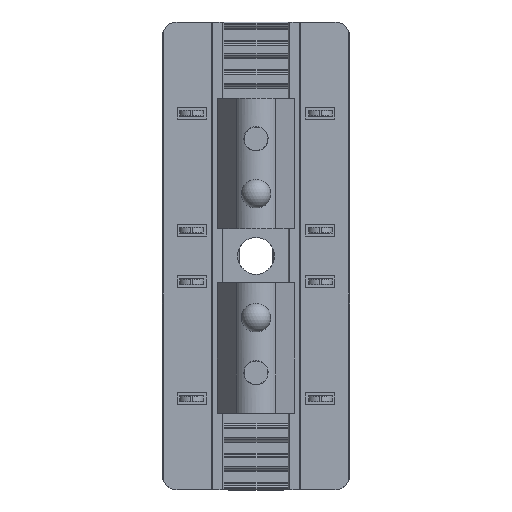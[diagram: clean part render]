
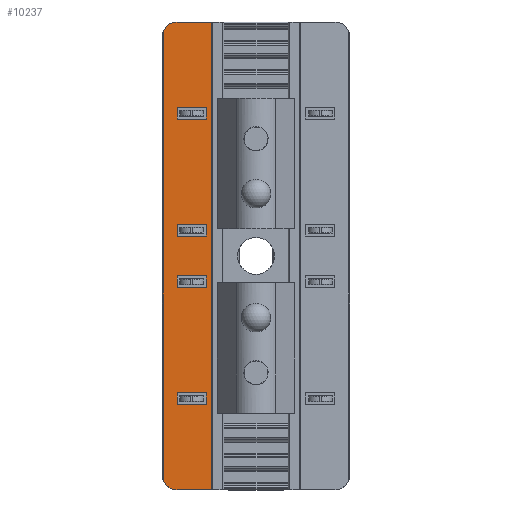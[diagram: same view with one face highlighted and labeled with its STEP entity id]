
A CAD part, top view. The second image highlights one B-rep face of the part: STEP entity #10237.
In plain terms, the highlighted planar face has unit normal (0, 0, 1).
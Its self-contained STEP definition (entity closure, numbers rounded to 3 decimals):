
#223=PLANE('',#10974);
#440=FACE_BOUND('',#3171,.T.);
#441=FACE_BOUND('',#3172,.T.);
#442=FACE_BOUND('',#3173,.T.);
#443=FACE_BOUND('',#3174,.T.);
#645=LINE('',#15465,#1499);
#648=LINE('',#15470,#1502);
#650=LINE('',#15474,#1504);
#652=LINE('',#15477,#1506);
#653=LINE('',#15481,#1507);
#656=LINE('',#15486,#1510);
#658=LINE('',#15490,#1512);
#660=LINE('',#15493,#1514);
#661=LINE('',#15497,#1515);
#664=LINE('',#15502,#1518);
#666=LINE('',#15506,#1520);
#668=LINE('',#15509,#1522);
#670=LINE('',#15514,#1524);
#672=LINE('',#15518,#1526);
#674=LINE('',#15522,#1528);
#676=LINE('',#15525,#1530);
#681=LINE('',#15549,#1535);
#734=LINE('',#15996,#1588);
#738=LINE('',#16010,#1592);
#739=LINE('',#16011,#1593);
#1499=VECTOR('',#12127,1000.);
#1502=VECTOR('',#12132,1000.);
#1504=VECTOR('',#12136,1000.);
#1506=VECTOR('',#12140,1000.);
#1507=VECTOR('',#12143,1000.);
#1510=VECTOR('',#12148,1000.);
#1512=VECTOR('',#12152,1000.);
#1514=VECTOR('',#12156,1000.);
#1515=VECTOR('',#12159,1000.);
#1518=VECTOR('',#12164,1000.);
#1520=VECTOR('',#12168,1000.);
#1522=VECTOR('',#12172,1000.);
#1524=VECTOR('',#12176,1000.);
#1526=VECTOR('',#12180,1000.);
#1528=VECTOR('',#12184,1000.);
#1530=VECTOR('',#12188,1000.);
#1535=VECTOR('',#12203,1000.);
#1588=VECTOR('',#12310,1000.);
#1592=VECTOR('',#12322,1000.);
#1593=VECTOR('',#12323,1000.);
#2587=FACE_OUTER_BOUND('',#3170,.T.);
#3170=EDGE_LOOP('',(#6964,#6965,#6966,#6967,#6968,#6969));
#3171=EDGE_LOOP('',(#6970,#6971,#6972,#6973));
#3172=EDGE_LOOP('',(#6974,#6975,#6976,#6977));
#3173=EDGE_LOOP('',(#6978,#6979,#6980,#6981));
#3174=EDGE_LOOP('',(#6982,#6983,#6984,#6985));
#3788=CIRCLE('',#10940,2.5);
#3811=CIRCLE('',#10972,2.5);
#4310=VERTEX_POINT('',#15463);
#4311=VERTEX_POINT('',#15464);
#4312=VERTEX_POINT('',#15469);
#4313=VERTEX_POINT('',#15473);
#4314=VERTEX_POINT('',#15479);
#4315=VERTEX_POINT('',#15480);
#4316=VERTEX_POINT('',#15485);
#4317=VERTEX_POINT('',#15489);
#4318=VERTEX_POINT('',#15495);
#4319=VERTEX_POINT('',#15496);
#4320=VERTEX_POINT('',#15501);
#4321=VERTEX_POINT('',#15505);
#4322=VERTEX_POINT('',#15511);
#4323=VERTEX_POINT('',#15513);
#4324=VERTEX_POINT('',#15517);
#4325=VERTEX_POINT('',#15521);
#4326=VERTEX_POINT('',#15527);
#4328=VERTEX_POINT('',#15535);
#4333=VERTEX_POINT('',#15548);
#4405=VERTEX_POINT('',#15993);
#4406=VERTEX_POINT('',#15995);
#4407=VERTEX_POINT('',#15999);
#5259=EDGE_CURVE('',#4310,#4311,#645,.T.);
#5262=EDGE_CURVE('',#4312,#4310,#648,.T.);
#5264=EDGE_CURVE('',#4313,#4312,#650,.T.);
#5266=EDGE_CURVE('',#4311,#4313,#652,.T.);
#5267=EDGE_CURVE('',#4314,#4315,#653,.T.);
#5270=EDGE_CURVE('',#4316,#4314,#656,.T.);
#5272=EDGE_CURVE('',#4317,#4316,#658,.T.);
#5274=EDGE_CURVE('',#4315,#4317,#660,.T.);
#5275=EDGE_CURVE('',#4318,#4319,#661,.T.);
#5278=EDGE_CURVE('',#4320,#4318,#664,.T.);
#5280=EDGE_CURVE('',#4321,#4320,#666,.T.);
#5282=EDGE_CURVE('',#4319,#4321,#668,.T.);
#5284=EDGE_CURVE('',#4323,#4322,#670,.T.);
#5286=EDGE_CURVE('',#4324,#4323,#672,.T.);
#5288=EDGE_CURVE('',#4325,#4324,#674,.T.);
#5290=EDGE_CURVE('',#4322,#4325,#676,.T.);
#5292=EDGE_CURVE('',#4326,#4328,#3788,.T.);
#5299=EDGE_CURVE('',#4333,#4328,#681,.T.);
#5382=EDGE_CURVE('',#4406,#4405,#734,.T.);
#5384=EDGE_CURVE('',#4406,#4407,#3811,.T.);
#5388=EDGE_CURVE('',#4407,#4326,#738,.T.);
#5389=EDGE_CURVE('',#4333,#4405,#739,.T.);
#6964=ORIENTED_EDGE('',*,*,#5292,.F.);
#6965=ORIENTED_EDGE('',*,*,#5388,.F.);
#6966=ORIENTED_EDGE('',*,*,#5384,.F.);
#6967=ORIENTED_EDGE('',*,*,#5382,.T.);
#6968=ORIENTED_EDGE('',*,*,#5389,.F.);
#6969=ORIENTED_EDGE('',*,*,#5299,.T.);
#6970=ORIENTED_EDGE('',*,*,#5262,.T.);
#6971=ORIENTED_EDGE('',*,*,#5259,.T.);
#6972=ORIENTED_EDGE('',*,*,#5266,.T.);
#6973=ORIENTED_EDGE('',*,*,#5264,.T.);
#6974=ORIENTED_EDGE('',*,*,#5270,.T.);
#6975=ORIENTED_EDGE('',*,*,#5267,.T.);
#6976=ORIENTED_EDGE('',*,*,#5274,.T.);
#6977=ORIENTED_EDGE('',*,*,#5272,.T.);
#6978=ORIENTED_EDGE('',*,*,#5278,.T.);
#6979=ORIENTED_EDGE('',*,*,#5275,.T.);
#6980=ORIENTED_EDGE('',*,*,#5282,.T.);
#6981=ORIENTED_EDGE('',*,*,#5280,.T.);
#6982=ORIENTED_EDGE('',*,*,#5286,.T.);
#6983=ORIENTED_EDGE('',*,*,#5284,.T.);
#6984=ORIENTED_EDGE('',*,*,#5290,.T.);
#6985=ORIENTED_EDGE('',*,*,#5288,.T.);
#10237=ADVANCED_FACE('',(#2587,#440,#441,#442,#443),#223,.F.);
#10940=AXIS2_PLACEMENT_3D('',#15536,#12191,#12192);
#10972=AXIS2_PLACEMENT_3D('',#16000,#12314,#12315);
#10974=AXIS2_PLACEMENT_3D('',#16009,#12320,#12321);
#12127=DIRECTION('',(0.,-1.,0.));
#12132=DIRECTION('',(1.,0.,0.));
#12136=DIRECTION('',(0.,1.,0.));
#12140=DIRECTION('',(-1.,0.,0.));
#12143=DIRECTION('',(0.,-1.,0.));
#12148=DIRECTION('',(1.,0.,0.));
#12152=DIRECTION('',(0.,1.,0.));
#12156=DIRECTION('',(-1.,0.,0.));
#12159=DIRECTION('',(0.,-1.,0.));
#12164=DIRECTION('',(1.,0.,0.));
#12168=DIRECTION('',(0.,1.,0.));
#12172=DIRECTION('',(-1.,0.,0.));
#12176=DIRECTION('',(0.,-1.,0.));
#12180=DIRECTION('',(1.,0.,0.));
#12184=DIRECTION('',(0.,1.,0.));
#12188=DIRECTION('',(-1.,0.,0.));
#12191=DIRECTION('center_axis',(0.,0.,-1.));
#12192=DIRECTION('ref_axis',(-1.,0.,0.));
#12203=DIRECTION('',(-1.,0.,0.));
#12310=DIRECTION('',(1.,0.,0.));
#12314=DIRECTION('center_axis',(0.,0.,-1.));
#12315=DIRECTION('ref_axis',(1.,0.,0.));
#12320=DIRECTION('center_axis',(0.,0.,
-1.));
#12321=DIRECTION('ref_axis',(0.,1.,0.));
#12322=DIRECTION('',(0.,1.,0.));
#12323=DIRECTION('',(0.,-1.,0.));
#15463=CARTESIAN_POINT('',(-8.5,-23.4,2.7));
#15464=CARTESIAN_POINT('',(-8.5,-25.4,2.7));
#15465=CARTESIAN_POINT('',(-8.5,-25.4,2.7));
#15469=CARTESIAN_POINT('',(-13.5,-23.4,2.7));
#15470=CARTESIAN_POINT('',(-8.5,-23.4,2.7));
#15473=CARTESIAN_POINT('',(-13.5,-25.4,2.7));
#15474=CARTESIAN_POINT('',(-13.5,-23.4,2.7));
#15477=CARTESIAN_POINT('',(-13.5,-25.4,2.7));
#15479=CARTESIAN_POINT('',(-8.5,25.4,2.7));
#15480=CARTESIAN_POINT('',(-8.5,23.4,2.7));
#15481=CARTESIAN_POINT('',(-8.5,23.4,2.7));
#15485=CARTESIAN_POINT('',(-13.5,25.4,2.7));
#15486=CARTESIAN_POINT('',(-8.5,25.4,2.7));
#15489=CARTESIAN_POINT('',(-13.5,23.4,2.7));
#15490=CARTESIAN_POINT('',(-13.5,25.4,2.7));
#15493=CARTESIAN_POINT('',(-13.5,23.4,2.7));
#15495=CARTESIAN_POINT('',(-8.5,-3.4,2.7));
#15496=CARTESIAN_POINT('',(-8.5,-5.4,2.7));
#15497=CARTESIAN_POINT('',(-8.5,-5.4,2.7));
#15501=CARTESIAN_POINT('',(-13.5,-3.4,2.7));
#15502=CARTESIAN_POINT('',(-8.5,-3.4,2.7));
#15505=CARTESIAN_POINT('',(-13.5,-5.4,2.7));
#15506=CARTESIAN_POINT('',(-13.5,-3.4,2.7));
#15509=CARTESIAN_POINT('',(-13.5,-5.4,2.7));
#15511=CARTESIAN_POINT('',(-8.5,3.4,2.7));
#15513=CARTESIAN_POINT('',(-8.5,5.4,2.7));
#15514=CARTESIAN_POINT('',(-8.5,5.4,2.7));
#15517=CARTESIAN_POINT('',(-13.5,5.4,2.7));
#15518=CARTESIAN_POINT('',(-13.5,5.4,2.7));
#15521=CARTESIAN_POINT('',(-13.5,3.4,2.7));
#15522=CARTESIAN_POINT('',(-13.5,3.4,2.7));
#15525=CARTESIAN_POINT('',(-8.5,3.4,2.7));
#15527=CARTESIAN_POINT('',(-15.9,38.2,2.7));
#15535=CARTESIAN_POINT('',(-13.5,40.,2.7));
#15536=CARTESIAN_POINT('Origin',(-13.5,37.5,2.7));
#15548=CARTESIAN_POINT('',(-7.6,40.,2.7));
#15549=CARTESIAN_POINT('',(0.,40.,2.7));
#15993=CARTESIAN_POINT('',(-7.6,-40.,2.7));
#15995=CARTESIAN_POINT('',(-13.5,-40.,2.7));
#15996=CARTESIAN_POINT('',(0.,-40.,2.7));
#15999=CARTESIAN_POINT('',(-15.9,-38.2,2.7));
#16000=CARTESIAN_POINT('Origin',(-13.5,-37.5,2.7));
#16009=CARTESIAN_POINT('Origin',(-16.,40.,2.7));
#16010=CARTESIAN_POINT('',(-15.9,40.,2.7));
#16011=CARTESIAN_POINT('',(-7.6,40.,2.7));
